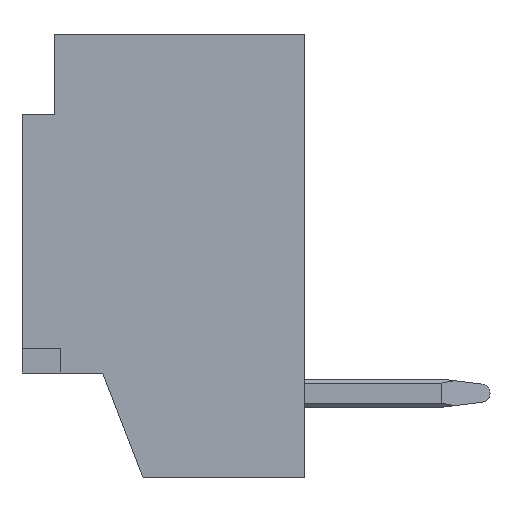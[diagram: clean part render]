
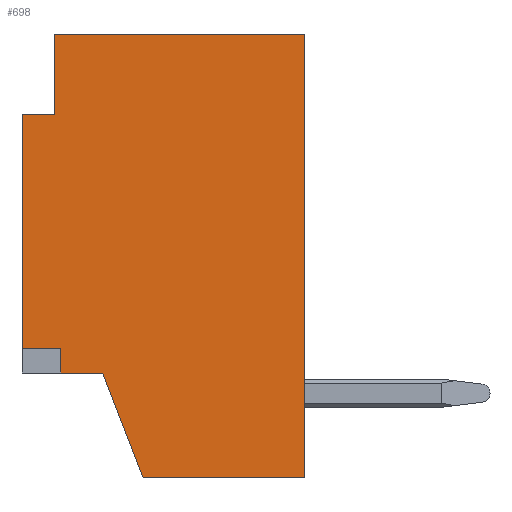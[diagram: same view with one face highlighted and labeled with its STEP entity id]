
A CAD part, left-side view. The second image highlights one B-rep face of the part: STEP entity #698.
In plain terms, the highlighted planar face has unit normal (-1, 0, 0).
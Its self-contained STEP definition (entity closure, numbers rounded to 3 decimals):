
#20 = VECTOR ( 'NONE', #2101, 1000. ) ;
#164 = CARTESIAN_POINT ( 'NONE',  ( -2.125, 3.1, 4.45 ) ) ;
#359 = EDGE_CURVE ( 'NONE', #1987, #2364, #618, .T. ) ;
#484 = EDGE_CURVE ( 'NONE', #1539, #3546, #653, .T. ) ;
#541 = LINE ( 'NONE', #3935, #2251 ) ;
#577 = VECTOR ( 'NONE', #4478, 1000. ) ;
#593 = LINE ( 'NONE', #2302, #729 ) ;
#604 = DIRECTION ( 'NONE',  ( 0., -1., 0. ) ) ;
#618 = LINE ( 'NONE', #4132, #577 ) ;
#635 = DIRECTION ( 'NONE',  ( 0., 1., 0. ) ) ;
#653 = LINE ( 'NONE', #2071, #2351 ) ;
#698 = ADVANCED_FACE ( 'NONE', ( #3664 ), #2021, .F. ) ;
#729 = VECTOR ( 'NONE', #604, 1000. ) ;
#811 = VECTOR ( 'NONE', #1615, 1000. ) ;
#840 = DIRECTION ( 'NONE',  ( 0., 0., 1. ) ) ;
#1000 = VECTOR ( 'NONE', #2334, 1000. ) ;
#1036 = CARTESIAN_POINT ( 'NONE',  ( -2.125, 2., -1.05 ) ) ;
#1039 = VECTOR ( 'NONE', #635, 1000. ) ;
#1195 = CARTESIAN_POINT ( 'NONE',  ( -2.125, 3.5, 0.55 ) ) ;
#1219 = ORIENTED_EDGE ( 'NONE', *, *, #5082, .F. ) ;
#1230 = DIRECTION ( 'NONE',  ( 0., 0., -1. ) ) ;
#1539 = VERTEX_POINT ( 'NONE', #2833 ) ;
#1548 = VERTEX_POINT ( 'NONE', #4898 ) ;
#1586 = CARTESIAN_POINT ( 'NONE',  ( -2.125, 3.02, 0.55 ) ) ;
#1615 = DIRECTION ( 'NONE',  ( 0., 0., 1. ) ) ;
#1764 = ORIENTED_EDGE ( 'NONE', *, *, #5293, .F. ) ;
#1806 = EDGE_CURVE ( 'NONE', #2684, #2656, #2894, .T. ) ;
#1850 = CARTESIAN_POINT ( 'NONE',  ( -2.125, 2.5, 0.25 ) ) ;
#1881 = ORIENTED_EDGE ( 'NONE', *, *, #4468, .T. ) ;
#1894 = CARTESIAN_POINT ( 'NONE',  ( -2.125, 3.5, 0.25 ) ) ;
#1908 = EDGE_LOOP ( 'NONE', ( #3652, #1764, #3439, #3575, #5231, #2853, #5407, #1219, #3535, #1881 ) ) ;
#1985 = CARTESIAN_POINT ( 'NONE',  ( -2.125, 3.5, 4.45 ) ) ;
#1987 = VERTEX_POINT ( 'NONE', #3812 ) ;
#2021 = PLANE ( 'NONE',  #4399 ) ;
#2071 = CARTESIAN_POINT ( 'NONE',  ( -2.125, 3.1, 4.45 ) ) ;
#2101 = DIRECTION ( 'NONE',  ( 0., 1., 0. ) ) ;
#2163 = CARTESIAN_POINT ( 'NONE',  ( -2.125, 3.5, 4.45 ) ) ;
#2251 = VECTOR ( 'NONE', #4707, 1000. ) ;
#2302 = CARTESIAN_POINT ( 'NONE',  ( -2.125, 3.5, -1.05 ) ) ;
#2314 = LINE ( 'NONE', #2972, #4120 ) ;
#2334 = DIRECTION ( 'NONE',  ( 0., -1., 0. ) ) ;
#2351 = VECTOR ( 'NONE', #840, 1000. ) ;
#2364 = VERTEX_POINT ( 'NONE', #3837 ) ;
#2482 = LINE ( 'NONE', #3050, #1039 ) ;
#2656 = VERTEX_POINT ( 'NONE', #4344 ) ;
#2684 = VERTEX_POINT ( 'NONE', #4308 ) ;
#2697 = LINE ( 'NONE', #1985, #811 ) ;
#2722 = LINE ( 'NONE', #1850, #4619 ) ;
#2833 = CARTESIAN_POINT ( 'NONE',  ( -2.125, 3.1, 3.45 ) ) ;
#2853 = ORIENTED_EDGE ( 'NONE', *, *, #3347, .T. ) ;
#2894 = LINE ( 'NONE', #1894, #1000 ) ;
#2972 = CARTESIAN_POINT ( 'NONE',  ( -2.125, 3.5, 4.45 ) ) ;
#3050 = CARTESIAN_POINT ( 'NONE',  ( -2.125, 3.02, 0.55 ) ) ;
#3230 = VERTEX_POINT ( 'NONE', #1195 ) ;
#3325 = VERTEX_POINT ( 'NONE', #1036 ) ;
#3347 = EDGE_CURVE ( 'NONE', #3325, #1987, #593, .T. ) ;
#3353 = DIRECTION ( 'NONE',  ( 1., 0., 0. ) ) ;
#3439 = ORIENTED_EDGE ( 'NONE', *, *, #4966, .F. ) ;
#3535 = ORIENTED_EDGE ( 'NONE', *, *, #484, .F. ) ;
#3546 = VERTEX_POINT ( 'NONE', #164 ) ;
#3575 = ORIENTED_EDGE ( 'NONE', *, *, #1806, .T. ) ;
#3584 = DIRECTION ( 'NONE',  ( 0., -0.359, -0.933 ) ) ;
#3626 = EDGE_CURVE ( 'NONE', #3230, #1548, #2697, .T. ) ;
#3652 = ORIENTED_EDGE ( 'NONE', *, *, #3626, .F. ) ;
#3664 = FACE_OUTER_BOUND ( 'NONE', #1908, .T. ) ;
#3712 = LINE ( 'NONE', #4633, #20 ) ;
#3812 = CARTESIAN_POINT ( 'NONE',  ( -2.125, 0., -1.05 ) ) ;
#3837 = CARTESIAN_POINT ( 'NONE',  ( -2.125, 0., 4.45 ) ) ;
#3935 = CARTESIAN_POINT ( 'NONE',  ( -2.125, 3.02, 0.25 ) ) ;
#4120 = VECTOR ( 'NONE', #4969, 1000. ) ;
#4132 = CARTESIAN_POINT ( 'NONE',  ( -2.125, 0., 4.45 ) ) ;
#4308 = CARTESIAN_POINT ( 'NONE',  ( -2.125, 3.02, 0.25 ) ) ;
#4344 = CARTESIAN_POINT ( 'NONE',  ( -2.125, 2.5, 0.25 ) ) ;
#4399 = AXIS2_PLACEMENT_3D ( 'NONE', #2163, #3353, #1230 ) ;
#4468 = EDGE_CURVE ( 'NONE', #1539, #1548, #3712, .T. ) ;
#4478 = DIRECTION ( 'NONE',  ( 0., 0., 1. ) ) ;
#4619 = VECTOR ( 'NONE', #3584, 1000. ) ;
#4633 = CARTESIAN_POINT ( 'NONE',  ( -2.125, 3.1, 3.45 ) ) ;
#4707 = DIRECTION ( 'NONE',  ( 0., 0., 1. ) ) ;
#4898 = CARTESIAN_POINT ( 'NONE',  ( -2.125, 3.5, 3.45 ) ) ;
#4956 = VERTEX_POINT ( 'NONE', #1586 ) ;
#4966 = EDGE_CURVE ( 'NONE', #2684, #4956, #541, .T. ) ;
#4969 = DIRECTION ( 'NONE',  ( 0., -1., 0. ) ) ;
#5082 = EDGE_CURVE ( 'NONE', #3546, #2364, #2314, .T. ) ;
#5231 = ORIENTED_EDGE ( 'NONE', *, *, #5357, .T. ) ;
#5293 = EDGE_CURVE ( 'NONE', #4956, #3230, #2482, .T. ) ;
#5357 = EDGE_CURVE ( 'NONE', #2656, #3325, #2722, .T. ) ;
#5407 = ORIENTED_EDGE ( 'NONE', *, *, #359, .T. ) ;
